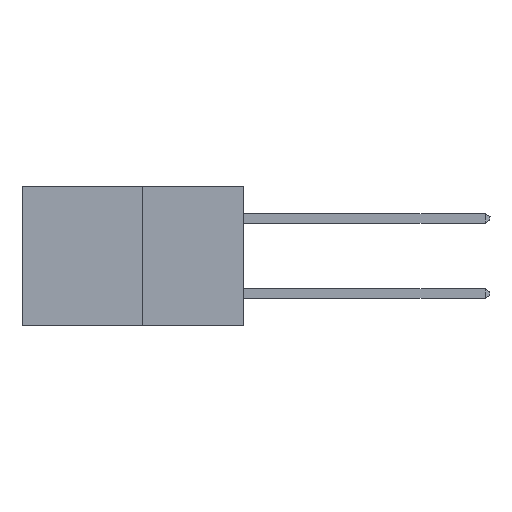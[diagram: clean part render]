
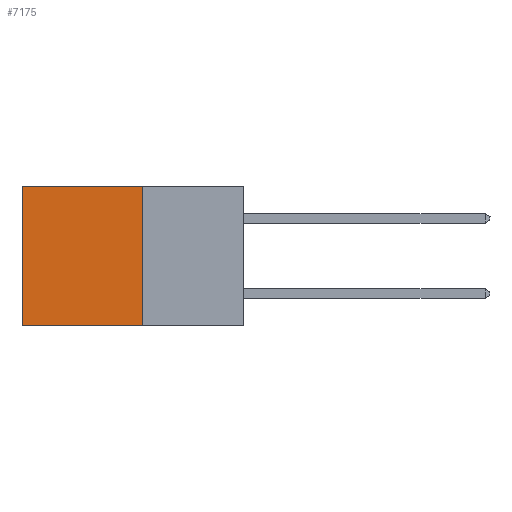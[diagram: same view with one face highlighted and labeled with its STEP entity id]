
A CAD part, left-side view. The second image highlights one B-rep face of the part: STEP entity #7175.
In plain terms, the highlighted planar face has unit normal (-1, 0, 0).
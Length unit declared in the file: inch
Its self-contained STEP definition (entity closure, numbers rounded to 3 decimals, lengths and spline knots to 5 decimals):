
#39 = AXIS2_PLACEMENT_3D ( 'NONE', #14671, #15790, #8555 ) ;
#342 = CARTESIAN_POINT ( 'NONE',  ( 0.277, 0.27, -0.37 ) ) ;
#1035 = LINE ( 'NONE', #4263, #7594 ) ;
#2156 = ORIENTED_EDGE ( 'NONE', *, *, #3343, .T. ) ;
#2502 = VECTOR ( 'NONE', #4783, 39.37008 ) ;
#2826 = ORIENTED_EDGE ( 'NONE', *, *, #6538, .F. ) ;
#2904 = LINE ( 'NONE', #4928, #2502 ) ;
#3343 = EDGE_CURVE ( 'NONE', #15192, #4784, #7316, .T. ) ;
#3946 = EDGE_LOOP ( 'NONE', ( #2156, #2826, #5699, #6331 ) ) ;
#4263 = CARTESIAN_POINT ( 'NONE',  ( 0.277, 0.27, -0.37 ) ) ;
#4302 = CARTESIAN_POINT ( 'NONE',  ( 0.277, 0.59, 0. ) ) ;
#4684 = CARTESIAN_POINT ( 'NONE',  ( 0.277, 0.27, -0.37 ) ) ;
#4783 = DIRECTION ( 'NONE',  ( 0., 1., 0. ) ) ;
#4784 = VERTEX_POINT ( 'NONE', #8353 ) ;
#4928 = CARTESIAN_POINT ( 'NONE',  ( 0.277, 0.27, 0. ) ) ;
#5699 = ORIENTED_EDGE ( 'NONE', *, *, #11114, .F. ) ;
#5976 = EDGE_CURVE ( 'NONE', #6652, #15192, #2904, .T. ) ;
#6331 = ORIENTED_EDGE ( 'NONE', *, *, #5976, .T. ) ;
#6538 = EDGE_CURVE ( 'NONE', #9546, #4784, #7434, .T. ) ;
#6652 = VERTEX_POINT ( 'NONE', #11276 ) ;
#7175 = ADVANCED_FACE ( 'NONE', ( #12627 ), #13508, .F. ) ;
#7316 = LINE ( 'NONE', #14561, #13591 ) ;
#7434 = LINE ( 'NONE', #4684, #13697 ) ;
#7594 = VECTOR ( 'NONE', #8219, 39.37008 ) ;
#8219 = DIRECTION ( 'NONE',  ( 0., 0., -1. ) ) ;
#8353 = CARTESIAN_POINT ( 'NONE',  ( 0.277, 0.59, -0.37 ) ) ;
#8555 = DIRECTION ( 'NONE',  ( 0., 0., -1. ) ) ;
#9546 = VERTEX_POINT ( 'NONE', #342 ) ;
#11114 = EDGE_CURVE ( 'NONE', #6652, #9546, #1035, .T. ) ;
#11276 = CARTESIAN_POINT ( 'NONE',  ( 0.277, 0.27, 0. ) ) ;
#12337 = DIRECTION ( 'NONE',  ( 0., 1., 0. ) ) ;
#12627 = FACE_OUTER_BOUND ( 'NONE', #3946, .T. ) ;
#13373 = DIRECTION ( 'NONE',  ( 0., 0., -1. ) ) ;
#13508 = PLANE ( 'NONE',  #39 ) ;
#13591 = VECTOR ( 'NONE', #13373, 39.37008 ) ;
#13697 = VECTOR ( 'NONE', #12337, 39.37008 ) ;
#14561 = CARTESIAN_POINT ( 'NONE',  ( 0.277, 0.59, -0.37 ) ) ;
#14671 = CARTESIAN_POINT ( 'NONE',  ( 0.277, 0.27, -0.37 ) ) ;
#15192 = VERTEX_POINT ( 'NONE', #4302 ) ;
#15790 = DIRECTION ( 'NONE',  ( 1., 0., 0. ) ) ;
